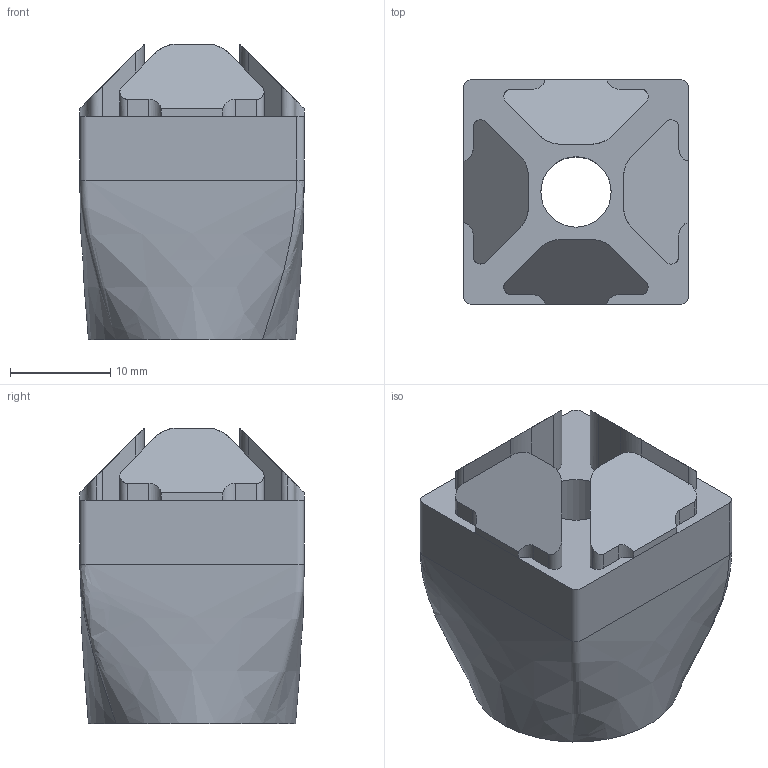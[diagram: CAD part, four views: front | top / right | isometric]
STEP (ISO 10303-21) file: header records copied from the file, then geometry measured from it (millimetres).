
FILE_DESCRIPTION (( 'STEP AP203' ), '1' );
FILE_NAME ('Foot Riser.STEP', '2015-04-25T21:41:37', ( '' ), ( '' ), 'SwSTEP 2.0', 'SolidWorks 2013', '' );
FILE_SCHEMA (( 'CONFIG_CONTROL_DESIGN' ));
Length unit declared in the file: inch
Products named in the file (1): Foot Riser
Bounding box: 22.35 x 22.35 x 29.41 mm (x, y, z)
Volume: 10193.4 mm3; surface area: 3665.2 mm2
Topology: 1 solids, 1 shells, 62 faces, 182 edges, 122 vertices
Faces by surface type: plane 30, cylinder 28, bspline 4
Entity records: 2633 total; most frequent: CARTESIAN_POINT 953, ORIENTED_EDGE 364, DIRECTION 310, EDGE_CURVE 182, VERTEX_POINT 122, VECTOR 112, LINE 112, AXIS2_PLACEMENT_3D 99
